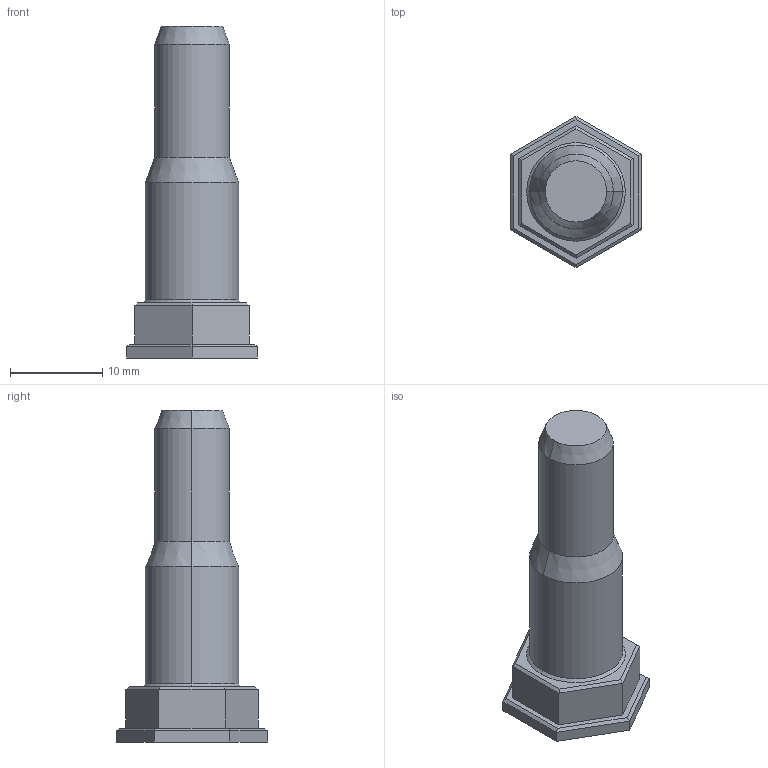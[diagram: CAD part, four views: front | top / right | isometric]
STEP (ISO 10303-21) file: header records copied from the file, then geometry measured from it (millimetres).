
FILE_DESCRIPTION (( 'STEP AP214' ), '1' );
FILE_NAME ('hexholder.STEP', '2025-03-20T20:48:43', ( '' ), ( '' ), 'SwSTEP 2.0', 'SolidWorks 2024', '' );
FILE_SCHEMA (( 'AUTOMOTIVE_DESIGN' ));
Length unit declared in the file: millimetre
Products named in the file (1): hexholder
Bounding box: 14.2 x 16.4 x 36 mm (x, y, z)
Volume: 2070.6 mm3; surface area: 1946.1 mm2
Topology: 1 solids, 1 shells, 45 faces, 96 edges, 56 vertices
Faces by surface type: plane 29, cone 8, cylinder 8
Entity records: 1201 total; most frequent: DIRECTION 208, CARTESIAN_POINT 198, ORIENTED_EDGE 192, EDGE_CURVE 96, LINE 76, VECTOR 76, AXIS2_PLACEMENT_3D 66, VERTEX_POINT 56
